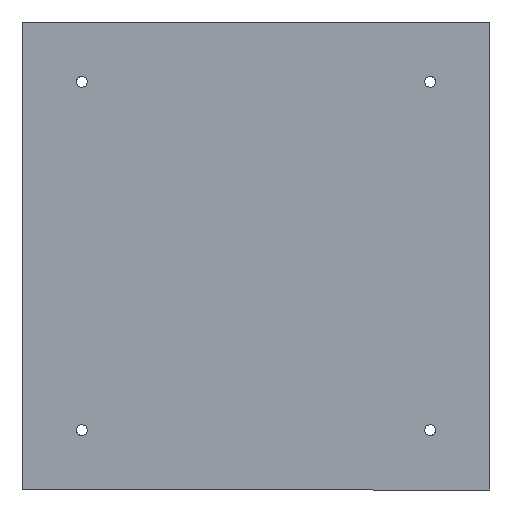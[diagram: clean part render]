
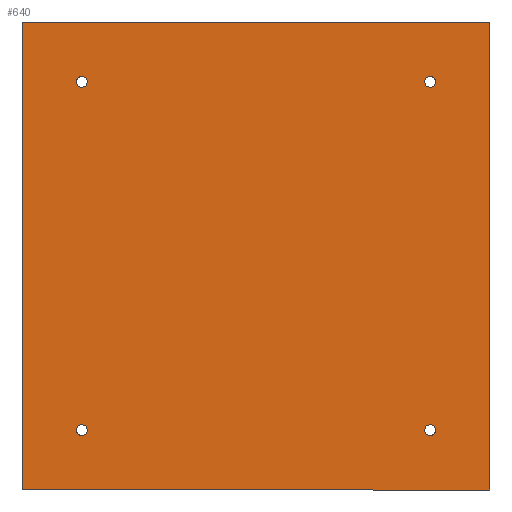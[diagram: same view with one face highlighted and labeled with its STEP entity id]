
A CAD part, front view. The second image highlights one B-rep face of the part: STEP entity #640.
In plain terms, the highlighted planar face has unit normal (0, -1, 0).
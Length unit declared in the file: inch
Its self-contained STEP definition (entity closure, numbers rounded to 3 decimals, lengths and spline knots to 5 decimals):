
#3 = ORIENTED_EDGE ( 'NONE', *, *, #301, .F. ) ;
#5 = DIRECTION ( 'NONE',  ( 0., 0., -1. ) ) ;
#6 = ORIENTED_EDGE ( 'NONE', *, *, #55, .F. ) ;
#7 = DIRECTION ( 'NONE',  ( 0., 0., -1. ) ) ;
#8 = CARTESIAN_POINT ( 'NONE',  ( -4.24264, 0., -4.24264 ) ) ;
#11 = VERTEX_POINT ( 'NONE', #623 ) ;
#29 = VERTEX_POINT ( 'NONE', #259 ) ;
#32 = DIRECTION ( 'NONE',  ( 0., 0., -1. ) ) ;
#44 = DIRECTION ( 'NONE',  ( 0., 0., -1. ) ) ;
#53 = ORIENTED_EDGE ( 'NONE', *, *, #268, .F. ) ;
#55 = EDGE_CURVE ( 'NONE', #393, #446, #625, .T. ) ;
#68 = DIRECTION ( 'NONE',  ( -1., 0., 0. ) ) ;
#71 = VERTEX_POINT ( 'NONE', #155 ) ;
#72 = CARTESIAN_POINT ( 'NONE',  ( 5.7, 0., -5.7 ) ) ;
#76 = EDGE_LOOP ( 'NONE', ( #149, #354 ) ) ;
#81 = EDGE_LOOP ( 'NONE', ( #408, #3 ) ) ;
#82 = CIRCLE ( 'NONE', #602, 0.133 ) ;
#85 = AXIS2_PLACEMENT_3D ( 'NONE', #202, #317, #44 ) ;
#87 = CARTESIAN_POINT ( 'NONE',  ( 0., 0., 0. ) ) ;
#107 = CIRCLE ( 'NONE', #85, 0.133 ) ;
#111 = CARTESIAN_POINT ( 'NONE',  ( 4.24264, 0., -4.24264 ) ) ;
#114 = DIRECTION ( 'NONE',  ( 0., -1., 0. ) ) ;
#115 = CIRCLE ( 'NONE', #326, 0.133 ) ;
#117 = DIRECTION ( 'NONE',  ( 0., -1., 0. ) ) ;
#118 = CARTESIAN_POINT ( 'NONE',  ( -4.24264, 0., 4.24264 ) ) ;
#119 = VERTEX_POINT ( 'NONE', #72 ) ;
#133 = ORIENTED_EDGE ( 'NONE', *, *, #347, .F. ) ;
#149 = ORIENTED_EDGE ( 'NONE', *, *, #234, .F. ) ;
#152 = ORIENTED_EDGE ( 'NONE', *, *, #591, .F. ) ;
#155 = CARTESIAN_POINT ( 'NONE',  ( -4.24264, 0., 4.37564 ) ) ;
#167 = VERTEX_POINT ( 'NONE', #319 ) ;
#190 = EDGE_CURVE ( 'NONE', #446, #684, #670, .T. ) ;
#191 = FACE_BOUND ( 'NONE', #599, .T. ) ;
#195 = PLANE ( 'NONE',  #613 ) ;
#197 = EDGE_CURVE ( 'NONE', #11, #660, #107, .T. ) ;
#198 = CARTESIAN_POINT ( 'NONE',  ( -4.24264, 0., -4.10964 ) ) ;
#202 = CARTESIAN_POINT ( 'NONE',  ( 4.24264, 0., 4.24264 ) ) ;
#208 = DIRECTION ( 'NONE',  ( 1., 0., 0. ) ) ;
#215 = VECTOR ( 'NONE', #270, 39.37008 ) ;
#218 = AXIS2_PLACEMENT_3D ( 'NONE', #8, #220, #598 ) ;
#219 = VERTEX_POINT ( 'NONE', #491 ) ;
#220 = DIRECTION ( 'NONE',  ( 0., -1., 0. ) ) ;
#227 = DIRECTION ( 'NONE',  ( 0., -1., 0. ) ) ;
#234 = EDGE_CURVE ( 'NONE', #660, #11, #537, .T. ) ;
#237 = CARTESIAN_POINT ( 'NONE',  ( -5.7, 0., 5.7 ) ) ;
#240 = EDGE_CURVE ( 'NONE', #503, #483, #693, .T. ) ;
#252 = DIRECTION ( 'NONE',  ( 0., 0., 1. ) ) ;
#259 = CARTESIAN_POINT ( 'NONE',  ( 4.24264, 0., -4.10964 ) ) ;
#268 = EDGE_CURVE ( 'NONE', #483, #503, #544, .T. ) ;
#270 = DIRECTION ( 'NONE',  ( 0., 0., 1. ) ) ;
#275 = CIRCLE ( 'NONE', #682, 0.133 ) ;
#301 = EDGE_CURVE ( 'NONE', #71, #219, #115, .T. ) ;
#303 = FACE_BOUND ( 'NONE', #76, .T. ) ;
#309 = AXIS2_PLACEMENT_3D ( 'NONE', #351, #691, #528 ) ;
#314 = CIRCLE ( 'NONE', #532, 0.133 ) ;
#317 = DIRECTION ( 'NONE',  ( 0., -1., 0. ) ) ;
#319 = CARTESIAN_POINT ( 'NONE',  ( 4.24264, 0., -4.37564 ) ) ;
#320 = EDGE_CURVE ( 'NONE', #167, #29, #82, .T. ) ;
#326 = AXIS2_PLACEMENT_3D ( 'NONE', #118, #227, #596 ) ;
#338 = CARTESIAN_POINT ( 'NONE',  ( 4.24264, 0., -4.24264 ) ) ;
#342 = FACE_BOUND ( 'NONE', #81, .T. ) ;
#347 = EDGE_CURVE ( 'NONE', #119, #393, #600, .T. ) ;
#348 = CARTESIAN_POINT ( 'NONE',  ( -5.7, 0., -5.7 ) ) ;
#351 = CARTESIAN_POINT ( 'NONE',  ( 4.24264, 0., 4.24264 ) ) ;
#354 = ORIENTED_EDGE ( 'NONE', *, *, #197, .F. ) ;
#357 = CARTESIAN_POINT ( 'NONE',  ( 5.7, 0., 5.7 ) ) ;
#358 = CARTESIAN_POINT ( 'NONE',  ( 5.7, 0., 5.7 ) ) ;
#360 = EDGE_CURVE ( 'NONE', #29, #167, #314, .T. ) ;
#370 = EDGE_LOOP ( 'NONE', ( #6, #133, #152, #493 ) ) ;
#379 = EDGE_CURVE ( 'NONE', #219, #71, #275, .T. ) ;
#390 = VECTOR ( 'NONE', #68, 39.37008 ) ;
#393 = VERTEX_POINT ( 'NONE', #348 ) ;
#408 = ORIENTED_EDGE ( 'NONE', *, *, #379, .F. ) ;
#412 = DIRECTION ( 'NONE',  ( 0., 0., -1. ) ) ;
#429 = EDGE_LOOP ( 'NONE', ( #469, #53 ) ) ;
#441 = ORIENTED_EDGE ( 'NONE', *, *, #320, .F. ) ;
#446 = VERTEX_POINT ( 'NONE', #237 ) ;
#448 = LINE ( 'NONE', #358, #618 ) ;
#466 = ORIENTED_EDGE ( 'NONE', *, *, #360, .F. ) ;
#469 = ORIENTED_EDGE ( 'NONE', *, *, #240, .F. ) ;
#473 = DIRECTION ( 'NONE',  ( 0., -1., 0. ) ) ;
#483 = VERTEX_POINT ( 'NONE', #198 ) ;
#491 = CARTESIAN_POINT ( 'NONE',  ( -4.24264, 0., 4.10964 ) ) ;
#493 = ORIENTED_EDGE ( 'NONE', *, *, #190, .F. ) ;
#498 = CARTESIAN_POINT ( 'NONE',  ( 5.7, 0., -5.7 ) ) ;
#503 = VERTEX_POINT ( 'NONE', #511 ) ;
#511 = CARTESIAN_POINT ( 'NONE',  ( -4.24264, 0., -4.37564 ) ) ;
#528 = DIRECTION ( 'NONE',  ( 0., 0., -1. ) ) ;
#532 = AXIS2_PLACEMENT_3D ( 'NONE', #338, #117, #7 ) ;
#536 = VECTOR ( 'NONE', #208, 39.37008 ) ;
#537 = CIRCLE ( 'NONE', #309, 0.133 ) ;
#544 = CIRCLE ( 'NONE', #218, 0.133 ) ;
#566 = DIRECTION ( 'NONE',  ( 0., 0., -1. ) ) ;
#585 = CARTESIAN_POINT ( 'NONE',  ( -5.7, 0., 5.7 ) ) ;
#591 = EDGE_CURVE ( 'NONE', #684, #119, #448, .T. ) ;
#596 = DIRECTION ( 'NONE',  ( 0., 0., -1. ) ) ;
#598 = DIRECTION ( 'NONE',  ( 0., 0., -1. ) ) ;
#599 = EDGE_LOOP ( 'NONE', ( #441, #466 ) ) ;
#600 = LINE ( 'NONE', #498, #390 ) ;
#602 = AXIS2_PLACEMENT_3D ( 'NONE', #111, #114, #5 ) ;
#609 = DIRECTION ( 'NONE',  ( 0., -1., 0. ) ) ;
#613 = AXIS2_PLACEMENT_3D ( 'NONE', #87, #674, #252 ) ;
#618 = VECTOR ( 'NONE', #32, 39.37008 ) ;
#623 = CARTESIAN_POINT ( 'NONE',  ( 4.24264, 0., 4.37564 ) ) ;
#625 = LINE ( 'NONE', #585, #215 ) ;
#627 = CARTESIAN_POINT ( 'NONE',  ( 4.24264, 0., 4.10964 ) ) ;
#640 = ADVANCED_FACE ( 'NONE', ( #648, #303, #342, #653, #191 ), #195, .F. ) ;
#646 = AXIS2_PLACEMENT_3D ( 'NONE', #677, #473, #412 ) ;
#648 = FACE_BOUND ( 'NONE', #429, .T. ) ;
#653 = FACE_OUTER_BOUND ( 'NONE', #370, .T. ) ;
#660 = VERTEX_POINT ( 'NONE', #627 ) ;
#664 = CARTESIAN_POINT ( 'NONE',  ( -4.24264, 0., 4.24264 ) ) ;
#670 = LINE ( 'NONE', #687, #536 ) ;
#674 = DIRECTION ( 'NONE',  ( 0., 1., 0. ) ) ;
#677 = CARTESIAN_POINT ( 'NONE',  ( -4.24264, 0., -4.24264 ) ) ;
#682 = AXIS2_PLACEMENT_3D ( 'NONE', #664, #609, #566 ) ;
#684 = VERTEX_POINT ( 'NONE', #357 ) ;
#687 = CARTESIAN_POINT ( 'NONE',  ( 5.7, 0., 5.7 ) ) ;
#691 = DIRECTION ( 'NONE',  ( 0., -1., 0. ) ) ;
#693 = CIRCLE ( 'NONE', #646, 0.133 ) ;
